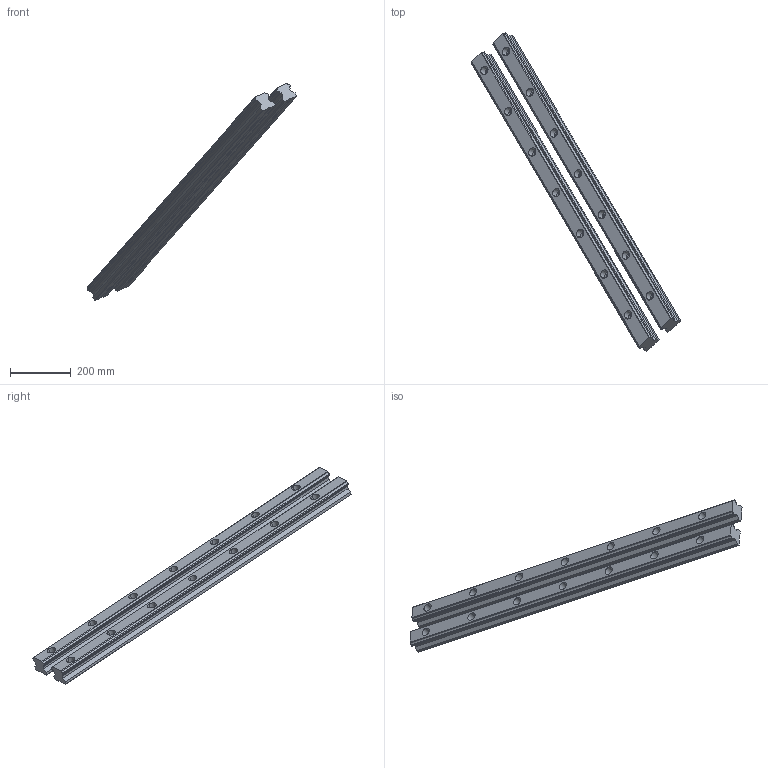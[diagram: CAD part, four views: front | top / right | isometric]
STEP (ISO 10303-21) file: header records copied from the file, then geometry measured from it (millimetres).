
FILE_DESCRIPTION (( 'STEP AP203' ), '1' );
FILE_NAME ('Link_1_Default_sldprt.STEP', '2018-12-20T02:32:10', ( '' ), ( '' ), 'SwSTEP 2.0', 'SolidWorks 2017', '' );
FILE_SCHEMA (( 'CONFIG_CONTROL_DESIGN' ));
Length unit declared in the file: millimetre
Products named in the file (1): Link_1_Default_sldprt
Bounding box: 691.35 x 1051.77 x 716.75 mm (x, y, z)
Volume: 6515508.6 mm3; surface area: 649183.9 mm2
Topology: 2 solids, 2 shells, 160 faces, 468 edges, 312 vertices
Faces by surface type: plane 96, cylinder 64
Entity records: 5423 total; most frequent: CARTESIAN_POINT 1277, ORIENTED_EDGE 936, DIRECTION 778, EDGE_CURVE 468, VERTEX_POINT 312, AXIS2_PLACEMENT_3D 261, LINE 256, VECTOR 256
